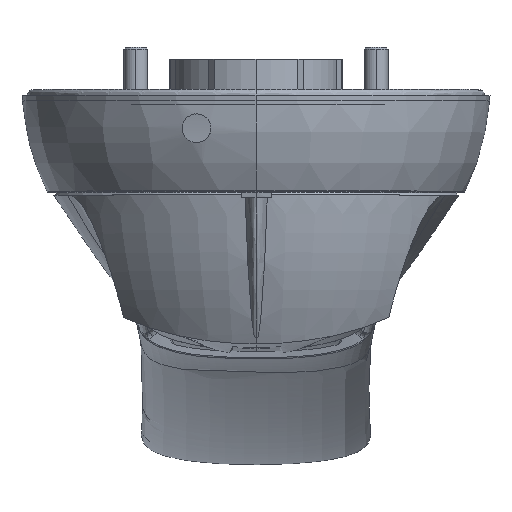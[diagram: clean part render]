
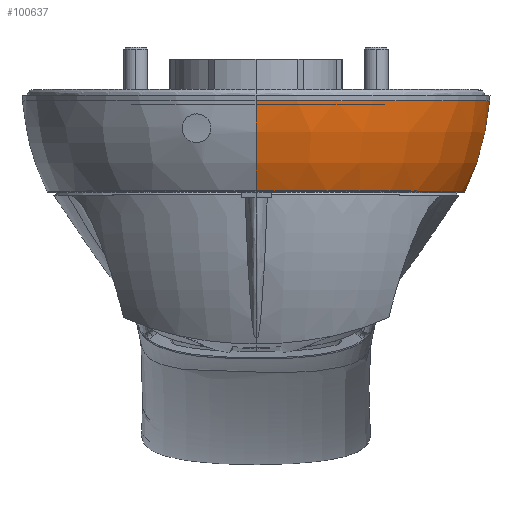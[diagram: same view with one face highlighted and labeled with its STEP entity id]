
A CAD part, top view. The second image highlights one B-rep face of the part: STEP entity #100637.
In plain terms, the highlighted toroidal (fillet/blend) face has major radius 7.615 mm and minor radius 31.3 mm.
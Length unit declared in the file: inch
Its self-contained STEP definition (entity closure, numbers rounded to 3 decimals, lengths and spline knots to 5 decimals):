
#2631 = AXIS2_PLACEMENT_3D ( 'NONE', #154640, #69214, #19701 ) ;
#17046 = ORIENTED_EDGE ( 'NONE', *, *, #43427, .F. ) ;
#18371 = EDGE_CURVE ( 'NONE', #99075, #43836, #151868, .T. ) ;
#19701 = DIRECTION ( 'NONE',  ( 0., 0., -1. ) ) ;
#24065 = DIRECTION ( 'NONE',  ( -1., 0., 0. ) ) ;
#25652 = CIRCLE ( 'NONE', #125763, 1.23228 ) ;
#26564 = DIRECTION ( 'NONE',  ( 1., 0., 0. ) ) ;
#28830 = TOROIDAL_SURFACE ( 'NONE', #86227, 0.29979, 1.23228 ) ;
#29938 = ORIENTED_EDGE ( 'NONE', *, *, #142295, .T. ) ;
#31382 = DIRECTION ( 'NONE',  ( -1., 0., 0. ) ) ;
#32627 = CARTESIAN_POINT ( 'NONE',  ( 1.37019, -0.63184, 0. ) ) ;
#34151 = VERTEX_POINT ( 'NONE', #153052 ) ;
#34789 = CIRCLE ( 'NONE', #2631, 1.53199 ) ;
#37631 = DIRECTION ( 'NONE',  ( -1., 0., 0. ) ) ;
#38357 = FACE_OUTER_BOUND ( 'NONE', #59615, .T. ) ;
#40175 = DIRECTION ( 'NONE',  ( 0., 0., 1. ) ) ;
#43427 = EDGE_CURVE ( 'NONE', #105628, #99075, #99446, .T. ) ;
#43757 = ORIENTED_EDGE ( 'NONE', *, *, #138106, .F. ) ;
#43836 = VERTEX_POINT ( 'NONE', #138662 ) ;
#58252 = CARTESIAN_POINT ( 'NONE',  ( 0., -0.63184, 1.37019 ) ) ;
#59615 = EDGE_LOOP ( 'NONE', ( #43757, #29938, #77568, #124158, #17046 ) ) ;
#61894 = DIRECTION ( 'NONE',  ( 0., 0., 1. ) ) ;
#67763 = EDGE_CURVE ( 'NONE', #34151, #43836, #34789, .T. ) ;
#69214 = DIRECTION ( 'NONE',  ( 0., -1., 0. ) ) ;
#70164 = CARTESIAN_POINT ( 'NONE',  ( 0., -0.63184, -1.37019 ) ) ;
#77568 = ORIENTED_EDGE ( 'NONE', *, *, #67763, .T. ) ;
#82827 = DIRECTION ( 'NONE',  ( 0., -1., 0. ) ) ;
#83897 = CARTESIAN_POINT ( 'NONE',  ( 0., -0.63184, 0. ) ) ;
#86115 = CARTESIAN_POINT ( 'NONE',  ( 0., -0.0213, 0.29979 ) ) ;
#86227 = AXIS2_PLACEMENT_3D ( 'NONE', #124052, #149311, #40175 ) ;
#87189 = AXIS2_PLACEMENT_3D ( 'NONE', #105083, #142136, #31382 ) ;
#87361 = CARTESIAN_POINT ( 'NONE',  ( 0., -0.0213, -0.29979 ) ) ;
#99075 = VERTEX_POINT ( 'NONE', #58252 ) ;
#99446 = CIRCLE ( 'NONE', #87189, 1.37019 ) ;
#100637 = ADVANCED_FACE ( 'NONE', ( #38357 ), #28830, .T. ) ;
#105083 = CARTESIAN_POINT ( 'NONE',  ( 0., -0.63184, 0. ) ) ;
#105628 = VERTEX_POINT ( 'NONE', #32627 ) ;
#107921 = AXIS2_PLACEMENT_3D ( 'NONE', #86115, #37631, #61894 ) ;
#113152 = DIRECTION ( 'NONE',  ( 0., 0., -1. ) ) ;
#118385 = VERTEX_POINT ( 'NONE', #70164 ) ;
#121565 = AXIS2_PLACEMENT_3D ( 'NONE', #83897, #82827, #24065 ) ;
#122269 = CIRCLE ( 'NONE', #121565, 1.37019 ) ;
#124052 = CARTESIAN_POINT ( 'NONE',  ( 0., -0.0213, 0. ) ) ;
#124158 = ORIENTED_EDGE ( 'NONE', *, *, #18371, .F. ) ;
#125763 = AXIS2_PLACEMENT_3D ( 'NONE', #87361, #26564, #113152 ) ;
#138106 = EDGE_CURVE ( 'NONE', #118385, #105628, #122269, .T. ) ;
#138662 = CARTESIAN_POINT ( 'NONE',  ( 0., -0.03543, 1.53199 ) ) ;
#142136 = DIRECTION ( 'NONE',  ( 0., -1., 0. ) ) ;
#142295 = EDGE_CURVE ( 'NONE', #118385, #34151, #25652, .T. ) ;
#149311 = DIRECTION ( 'NONE',  ( 0., 1., 0. ) ) ;
#151868 = CIRCLE ( 'NONE', #107921, 1.23228 ) ;
#153052 = CARTESIAN_POINT ( 'NONE',  ( 0., -0.03543, -1.53199 ) ) ;
#154640 = CARTESIAN_POINT ( 'NONE',  ( 0., -0.03543, 0. ) ) ;
